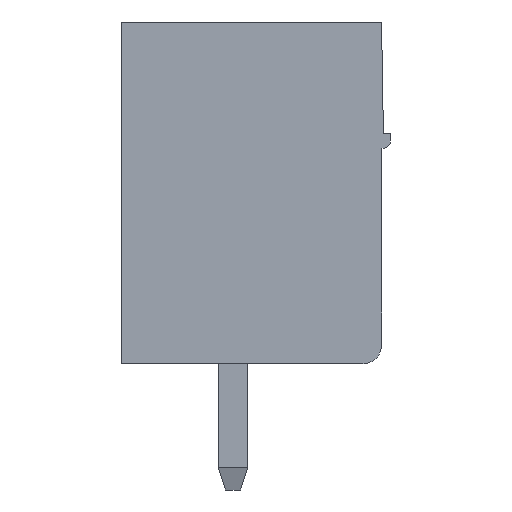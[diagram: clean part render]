
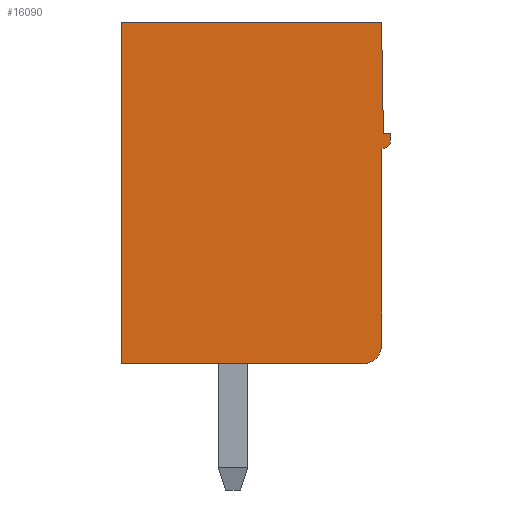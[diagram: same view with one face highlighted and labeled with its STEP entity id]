
A CAD part, left-side view. The second image highlights one B-rep face of the part: STEP entity #16090.
In plain terms, the highlighted planar face has unit normal (-1, 0, 0).
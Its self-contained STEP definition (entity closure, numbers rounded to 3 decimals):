
#77 = AXIS2_PLACEMENT_3D ( 'NONE', #18485, #9608, #1140 ) ;
#654 = LINE ( 'NONE', #21559, #12153 ) ;
#1065 = LINE ( 'NONE', #9320, #17892 ) ;
#1140 = DIRECTION ( 'NONE',  ( 0., 1., 0. ) ) ;
#1221 = CIRCLE ( 'NONE', #8523, 0.5 ) ;
#1327 = FACE_OUTER_BOUND ( 'NONE', #11580, .T. ) ;
#1578 = EDGE_CURVE ( 'NONE', #15106, #6078, #1221, .T. ) ;
#1595 = ORIENTED_EDGE ( 'NONE', *, *, #10691, .T. ) ;
#2175 = ORIENTED_EDGE ( 'NONE', *, *, #16937, .F. ) ;
#2353 = ORIENTED_EDGE ( 'NONE', *, *, #15239, .F. ) ;
#3184 = CARTESIAN_POINT ( 'NONE',  ( -20.32, 7.24, 0. ) ) ;
#3282 = CARTESIAN_POINT ( 'NONE',  ( -20.32, 0.19, 6.2 ) ) ;
#3417 = VERTEX_POINT ( 'NONE', #20655 ) ;
#3575 = ORIENTED_EDGE ( 'NONE', *, *, #6751, .T. ) ;
#3930 = DIRECTION ( 'NONE',  ( 0., 0.017, 1. ) ) ;
#4436 = VECTOR ( 'NONE', #14382, 1000. ) ;
#5120 = DIRECTION ( 'NONE',  ( 0., 0., 1. ) ) ;
#5281 = EDGE_CURVE ( 'NONE', #6078, #8619, #1065, .T. ) ;
#5523 = CARTESIAN_POINT ( 'NONE',  ( -20.32, 3.62, 9.2 ) ) ;
#6078 = VERTEX_POINT ( 'NONE', #21369 ) ;
#6141 = VERTEX_POINT ( 'NONE', #3184 ) ;
#6345 = CARTESIAN_POINT ( 'NONE',  ( -20.32, 7.24, 0. ) ) ;
#6478 = EDGE_CURVE ( 'NONE', #6141, #15106, #13210, .T. ) ;
#6563 = DIRECTION ( 'NONE',  ( -1., 0., 0. ) ) ;
#6751 = EDGE_CURVE ( 'NONE', #3417, #9414, #18176, .T. ) ;
#7337 = DIRECTION ( 'NONE',  ( -1., 0., 0. ) ) ;
#7603 = DIRECTION ( 'NONE',  ( 0., 0., 1. ) ) ;
#8081 = DIRECTION ( 'NONE',  ( 0., -1., 0. ) ) ;
#8470 = VERTEX_POINT ( 'NONE', #12080 ) ;
#8523 = AXIS2_PLACEMENT_3D ( 'NONE', #17732, #7337, #15998 ) ;
#8619 = VERTEX_POINT ( 'NONE', #10917 ) ;
#8675 = ORIENTED_EDGE ( 'NONE', *, *, #15950, .F. ) ;
#9006 = CARTESIAN_POINT ( 'NONE',  ( -20.32, 7.24, 0. ) ) ;
#9320 = CARTESIAN_POINT ( 'NONE',  ( -20.32, 0.24, 0. ) ) ;
#9414 = VERTEX_POINT ( 'NONE', #3282 ) ;
#9516 = DIRECTION ( 'NONE',  ( 0., 1., 0. ) ) ;
#9608 = DIRECTION ( 'NONE',  ( 1., 0., 0. ) ) ;
#9679 = PLANE ( 'NONE',  #18685 ) ;
#10450 = VERTEX_POINT ( 'NONE', #18730 ) ;
#10610 = LINE ( 'NONE', #9006, #17875 ) ;
#10691 = EDGE_CURVE ( 'NONE', #8619, #8470, #16211, .T. ) ;
#10782 = DIRECTION ( 'NONE',  ( 0., -1., 0. ) ) ;
#10890 = LINE ( 'NONE', #12624, #18243 ) ;
#10917 = CARTESIAN_POINT ( 'NONE',  ( -20.32, 0.24, 5.8 ) ) ;
#11388 = CARTESIAN_POINT ( 'NONE',  ( -20.32, 7.24, 9.2 ) ) ;
#11580 = EDGE_LOOP ( 'NONE', ( #2175, #16378, #19397, #19438, #1595, #2353, #8675, #3575, #14306, #12655 ) ) ;
#11655 = VECTOR ( 'NONE', #10782, 1000. ) ;
#12080 = CARTESIAN_POINT ( 'NONE',  ( -20.32, 0.2, 5.8 ) ) ;
#12153 = VECTOR ( 'NONE', #12990, 1000. ) ;
#12419 = VECTOR ( 'NONE', #8081, 1000. ) ;
#12624 = CARTESIAN_POINT ( 'NONE',  ( -20.32, 0.19, 6.2 ) ) ;
#12655 = ORIENTED_EDGE ( 'NONE', *, *, #17811, .F. ) ;
#12990 = DIRECTION ( 'NONE',  ( 0., 0., -1. ) ) ;
#13209 = CIRCLE ( 'NONE', #77, 0.2 ) ;
#13210 = LINE ( 'NONE', #20188, #12419 ) ;
#14306 = ORIENTED_EDGE ( 'NONE', *, *, #18956, .T. ) ;
#14368 = VERTEX_POINT ( 'NONE', #15407 ) ;
#14382 = DIRECTION ( 'NONE',  ( 0., -1., 0. ) ) ;
#15106 = VERTEX_POINT ( 'NONE', #22533 ) ;
#15239 = EDGE_CURVE ( 'NONE', #14368, #8470, #13209, .T. ) ;
#15407 = CARTESIAN_POINT ( 'NONE',  ( -20.32, 0., 6. ) ) ;
#15950 = EDGE_CURVE ( 'NONE', #3417, #14368, #654, .T. ) ;
#15998 = DIRECTION ( 'NONE',  ( 0., -1., 0. ) ) ;
#16090 = ADVANCED_FACE ( 'NONE', ( #1327 ), #9679, .T. ) ;
#16211 = LINE ( 'NONE', #21686, #4436 ) ;
#16260 = LINE ( 'NONE', #5523, #11655 ) ;
#16378 = ORIENTED_EDGE ( 'NONE', *, *, #6478, .T. ) ;
#16620 = DIRECTION ( 'NONE',  ( 0., 0., 1. ) ) ;
#16937 = EDGE_CURVE ( 'NONE', #6141, #17103, #10610, .T. ) ;
#17103 = VERTEX_POINT ( 'NONE', #11388 ) ;
#17732 = CARTESIAN_POINT ( 'NONE',  ( -20.32, 0.74, 0.5 ) ) ;
#17811 = EDGE_CURVE ( 'NONE', #17103, #10450, #16260, .T. ) ;
#17875 = VECTOR ( 'NONE', #5120, 1000. ) ;
#17892 = VECTOR ( 'NONE', #7603, 1000. ) ;
#18176 = LINE ( 'NONE', #18410, #20821 ) ;
#18243 = VECTOR ( 'NONE', #3930, 1000. ) ;
#18410 = CARTESIAN_POINT ( 'NONE',  ( -20.32, 0.19, 6.2 ) ) ;
#18485 = CARTESIAN_POINT ( 'NONE',  ( -20.32, 0.2, 6. ) ) ;
#18685 = AXIS2_PLACEMENT_3D ( 'NONE', #6345, #6563, #16620 ) ;
#18730 = CARTESIAN_POINT ( 'NONE',  ( -20.32, 0.24, 9.2 ) ) ;
#18956 = EDGE_CURVE ( 'NONE', #9414, #10450, #10890, .T. ) ;
#19397 = ORIENTED_EDGE ( 'NONE', *, *, #1578, .T. ) ;
#19438 = ORIENTED_EDGE ( 'NONE', *, *, #5281, .T. ) ;
#20188 = CARTESIAN_POINT ( 'NONE',  ( -20.32, 3.62, 0. ) ) ;
#20655 = CARTESIAN_POINT ( 'NONE',  ( -20.32, 0., 6.2 ) ) ;
#20821 = VECTOR ( 'NONE', #9516, 1000. ) ;
#21369 = CARTESIAN_POINT ( 'NONE',  ( -20.32, 0.24, 0.5 ) ) ;
#21559 = CARTESIAN_POINT ( 'NONE',  ( -20.32, 0., 0. ) ) ;
#21686 = CARTESIAN_POINT ( 'NONE',  ( -20.32, 0., 5.8 ) ) ;
#22533 = CARTESIAN_POINT ( 'NONE',  ( -20.32, 0.74, 0. ) ) ;
